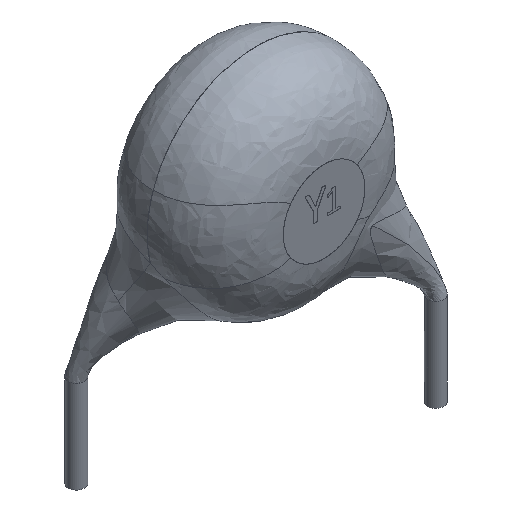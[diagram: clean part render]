
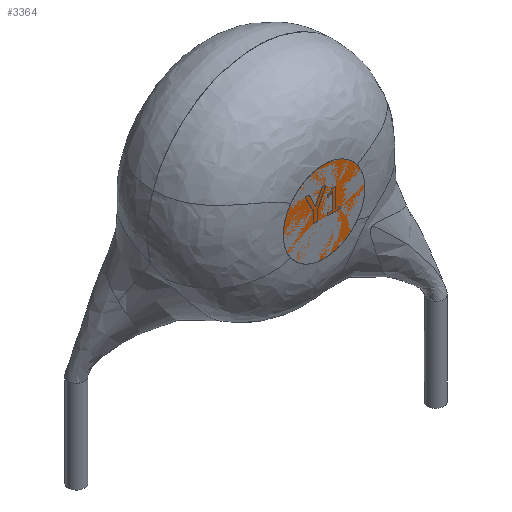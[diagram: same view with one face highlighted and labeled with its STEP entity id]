
A CAD part, isometric view. The second image highlights one B-rep face of the part: STEP entity #3364.
In plain terms, the highlighted planar face has unit normal (0, -1, 0).
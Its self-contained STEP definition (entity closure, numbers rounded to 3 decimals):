
#40 = EDGE_CURVE ( 'NONE', #253, #1585, #4174, .T. ) ;
#64 = CARTESIAN_POINT ( 'NONE',  ( -1.224, -2.5, 4.132 ) ) ;
#222 = DIRECTION ( 'NONE',  ( 0., 0., 1. ) ) ;
#253 = VERTEX_POINT ( 'NONE', #2963 ) ;
#370 = AXIS2_PLACEMENT_3D ( 'NONE', #1948, #1627, #222 ) ;
#579 = CIRCLE ( 'NONE', #370, 1.5 ) ;
#912 = AXIS2_PLACEMENT_3D ( 'NONE', #1536, #2243, #2933 ) ;
#975 = FACE_OUTER_BOUND ( 'NONE', #3761, .T. ) ;
#1140 = DIRECTION ( 'NONE',  ( 0., -1., 0. ) ) ;
#1155 = DIRECTION ( 'NONE',  ( 0., 0., 1. ) ) ;
#1173 = PLANE ( 'NONE',  #912 ) ;
#1536 = CARTESIAN_POINT ( 'NONE',  ( 0., -2.5, 5. ) ) ;
#1585 = VERTEX_POINT ( 'NONE', #64 ) ;
#1627 = DIRECTION ( 'NONE',  ( 0., -1., 0. ) ) ;
#1852 = AXIS2_PLACEMENT_3D ( 'NONE', #2887, #1140, #1155 ) ;
#1948 = CARTESIAN_POINT ( 'NONE',  ( 0., -2.5, 5. ) ) ;
#2243 = DIRECTION ( 'NONE',  ( 0., 1., 0. ) ) ;
#2887 = CARTESIAN_POINT ( 'NONE',  ( 0., -2.5, 5. ) ) ;
#2933 = DIRECTION ( 'NONE',  ( 0., 0., 1. ) ) ;
#2963 = CARTESIAN_POINT ( 'NONE',  ( 1.224, -2.5, 5.868 ) ) ;
#3364 = ADVANCED_FACE ( 'NONE', ( #975 ), #1173, .F. ) ;
#3678 = ORIENTED_EDGE ( 'NONE', *, *, #40, .T. ) ;
#3761 = EDGE_LOOP ( 'NONE', ( #3678, #3873 ) ) ;
#3873 = ORIENTED_EDGE ( 'NONE', *, *, #3959, .T. ) ;
#3959 = EDGE_CURVE ( 'NONE', #1585, #253, #579, .T. ) ;
#4174 = CIRCLE ( 'NONE', #1852, 1.5 ) ;
